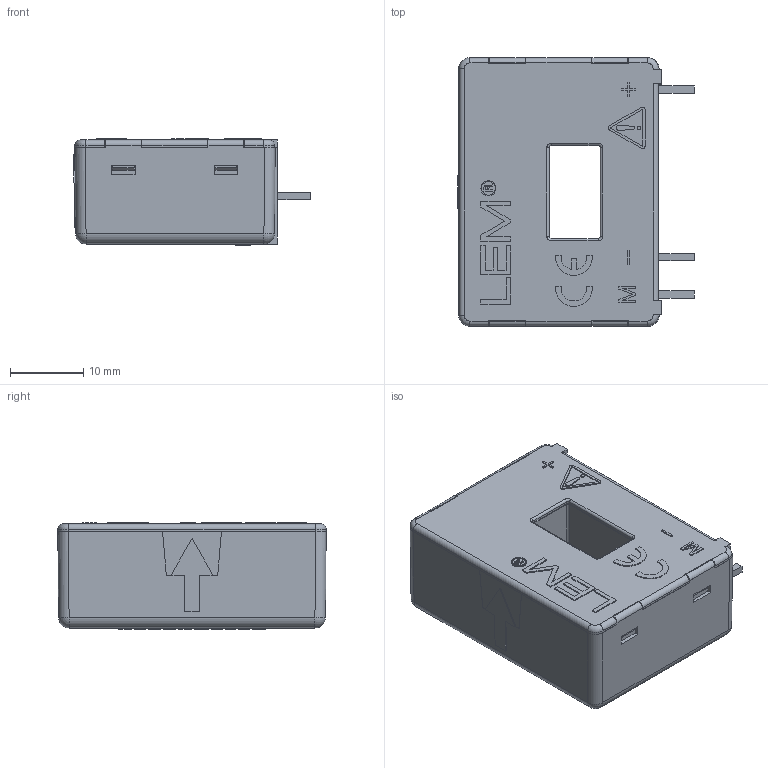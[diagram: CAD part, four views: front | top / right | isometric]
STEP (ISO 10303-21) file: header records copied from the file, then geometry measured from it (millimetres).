
FILE_DESCRIPTION(('CoCreate Modeling STEP Export'),'2;1');
FILE_NAME('LA55-P_Blackbox.stp','2009-01-28T14:00:09',(''),(''),'CoCreate Modeling STEP processor for AP214 (Solid Model)','CoCreate Modeling 16.00A 16-Aug-2008 (C) Parametric Technology GmbH','');
FILE_SCHEMA(('AUTOMOTIVE_DESIGN { 1 0 10303 214 1 1 1 1 }'));
Length unit declared in the file: millimetre
Products named in the file (5): boitier; pin; pin.1; pin.2; Blackbox
Assembly tree (4 placements, depth 2):
  Blackbox
    pin.2
    pin.1
    pin
    boitier
Bounding box: 32.26 x 36.61 x 14.5 mm (x, y, z)
Volume: 12733.2 mm3; surface area: 4327.9 mm2
Topology: 4 solids, 4 shells, 737 faces, 2023 edges, 1330 vertices
Faces by surface type: plane 637, cylinder 78, torus 10, bspline 8, sphere 4
Entity records: 23512 total; most frequent: CARTESIAN_POINT 5011, ORIENTED_EDGE 4038, DIRECTION 3415, EDGE_CURVE 2019, VECTOR 1799, LINE 1799, VERTEX_POINT 1330, AXIS2_PLACEMENT_3D 808
